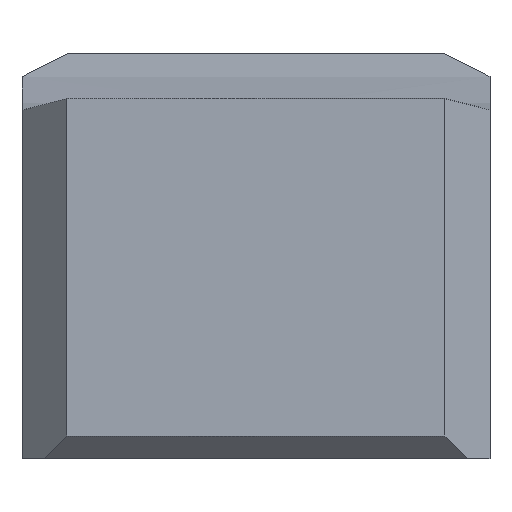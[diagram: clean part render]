
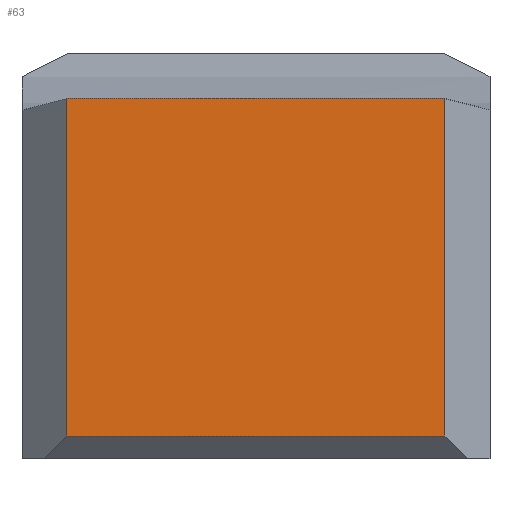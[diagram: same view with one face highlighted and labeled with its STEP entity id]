
A CAD part, front view. The second image highlights one B-rep face of the part: STEP entity #63.
In plain terms, the highlighted planar face has unit normal (0, -1, 0).
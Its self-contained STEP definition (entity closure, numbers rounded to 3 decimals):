
#63=ADVANCED_FACE('',(#90),#76,.T.);
#76=PLANE('',#371);
#90=FACE_OUTER_BOUND('',#108,.T.);
#108=EDGE_LOOP('',(#253,#254,#255,#256));
#114=LINE('',#467,#146);
#116=LINE('',#488,#148);
#125=LINE('',#579,#157);
#140=LINE('',#609,#172);
#146=VECTOR('',#387,1.);
#148=VECTOR('',#393,1.);
#157=VECTOR('',#414,1.);
#172=VECTOR('',#445,1.);
#253=ORIENTED_EDGE('',*,*,#297,.F.);
#254=ORIENTED_EDGE('',*,*,#291,.F.);
#255=ORIENTED_EDGE('',*,*,#326,.F.);
#256=ORIENTED_EDGE('',*,*,#311,.F.);
#262=VERTEX_POINT('',#466);
#263=VERTEX_POINT('',#468);
#268=VERTEX_POINT('',#489);
#278=VERTEX_POINT('',#580);
#291=EDGE_CURVE('',#262,#263,#114,.T.);
#297=EDGE_CURVE('',#263,#268,#116,.T.);
#311=EDGE_CURVE('',#268,#278,#125,.T.);
#326=EDGE_CURVE('',#278,#262,#140,.T.);
#371=AXIS2_PLACEMENT_3D('',#611,#448,#449);
#387=DIRECTION('',(0.,0.,1.));
#393=DIRECTION('',(1.,0.,0.));
#414=DIRECTION('',(0.,0.,-1.));
#445=DIRECTION('',(-1.,0.,0.));
#448=DIRECTION('',(0.,-1.,0.));
#449=DIRECTION('',(0.,0.,1.));
#466=CARTESIAN_POINT('',(-4.2,-4.5,0.5));
#467=CARTESIAN_POINT('',(-4.2,-4.5,0.5));
#468=CARTESIAN_POINT('',(-4.2,-4.5,8.));
#488=CARTESIAN_POINT('',(-4.2,-4.5,8.));
#489=CARTESIAN_POINT('',(4.2,-4.5,8.));
#579=CARTESIAN_POINT('',(4.2,-4.5,8.));
#580=CARTESIAN_POINT('',(4.2,-4.5,0.5));
#609=CARTESIAN_POINT('',(4.2,-4.5,0.5));
#611=CARTESIAN_POINT('',(-5.2,-4.5,8.));
